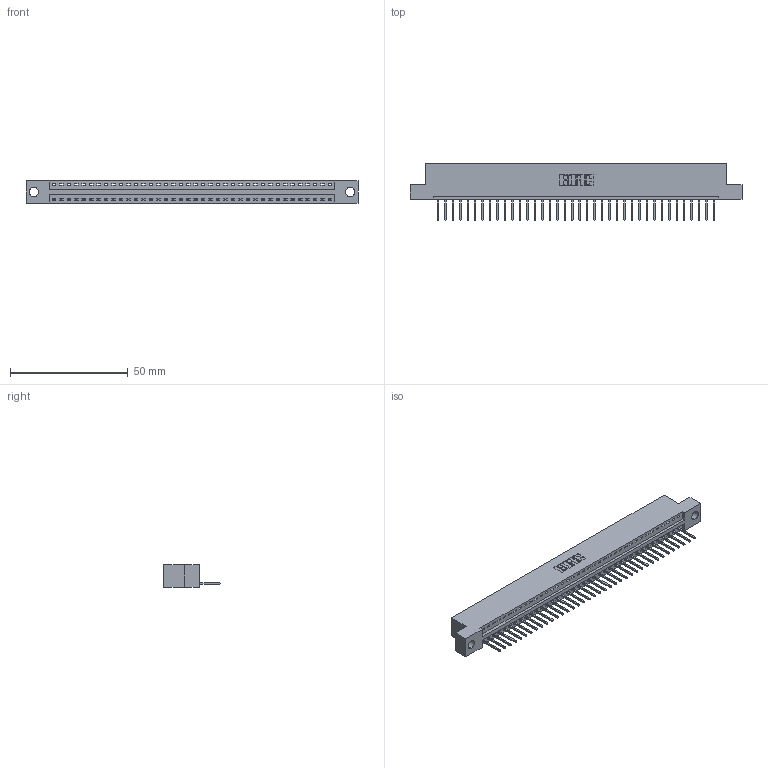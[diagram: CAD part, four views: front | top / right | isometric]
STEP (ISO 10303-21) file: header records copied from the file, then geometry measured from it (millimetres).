
FILE_DESCRIPTION (( 'STEP AP203' ), '1' );
FILE_NAME ('346-038-526-104.STEP', '2022-05-07T04:53:17', ( '' ), ( '' ), 'SwSTEP 2.0', 'SolidWorks 2020', '' );
FILE_SCHEMA (( 'CONFIG_CONTROL_DESIGN' ));
Length unit declared in the file: inch
Products named in the file (3): 346-038-526-104; 345-292-001_345-293-126; 346 Part_Flush Mounting Lugs - 0.156 Dia-TH
Assembly tree (39 placements, depth 2):
  346-038-526-104
    346 Part_Flush Mounting Lugs - 0.156 Dia-TH
    345-292-001_345-293-126  x38
Bounding box: 141.22 x 24.13 x 9.4 mm (x, y, z)
Volume: 13354.5 mm3; surface area: 16448.5 mm2
Topology: 39 solids, 39 shells, 2340 faces, 7053 edges, 4650 vertices
Faces by surface type: plane 1610, cylinder 730
Entity records: 24559 total; most frequent: CARTESIAN_POINT 4220, ORIENTED_EDGE 4190, DIRECTION 3727, EDGE_CURVE 2095, VECTOR 1811, LINE 1811, VERTEX_POINT 1394, AXIS2_PLACEMENT_3D 958
